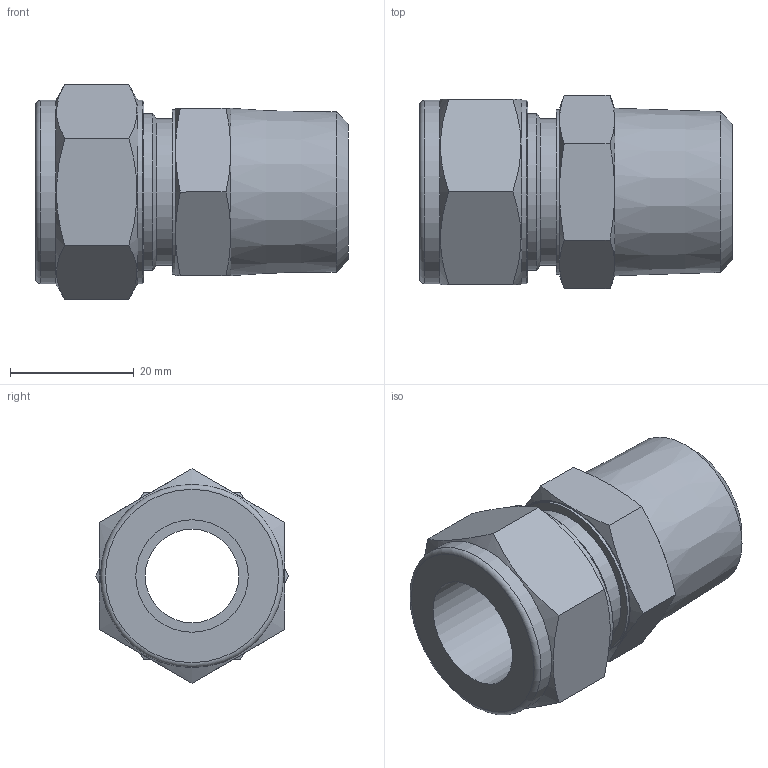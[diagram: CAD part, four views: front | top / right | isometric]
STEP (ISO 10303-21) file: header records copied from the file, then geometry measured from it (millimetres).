
FILE_DESCRIPTION(/* description */ (''),/* implementation_level */ '2;1');
FILE_NAME(/* name */ 'SMC-18M-12R.stp',/* time_stamp */ '2019-03-29T09:04:38+09:00',/* author */ ('HSE-RGT-06'),/* organization */ (''),/* preprocessor_version */ 'ST-DEVELOPER v16.5',/* originating_system */ 'Autodesk Inventor LT',/* authorisation */ '');
FILE_SCHEMA (('AUTOMOTIVE_DESIGN { 1 0 10303 214 3 1 1 }'));
Length unit declared in the file: millimetre
Products named in the file (1): 부품11
Bounding box: 50.51 x 31.18 x 34.64 mm (x, y, z)
Volume: 20457.6 mm3; surface area: 8443.8 mm2
Topology: 1 solids, 1 shells, 45 faces, 97 edges, 58 vertices
Faces by surface type: plane 24, cone 13, cylinder 7, torus 1
Full cylindrical faces by diameter (mm): 15.1 x1, 18.15 x1, 23.6 x1, 25.36 x1, 26.5 x1, 29.6 x2
Entity records: 1098 total; most frequent: CARTESIAN_POINT 240, DIRECTION 172, ORIENTED_EDGE 158, EDGE_CURVE 79, AXIS2_PLACEMENT_3D 77, EDGE_LOOP 66, VERTEX_POINT 55, FACE_OUTER_BOUND 45
